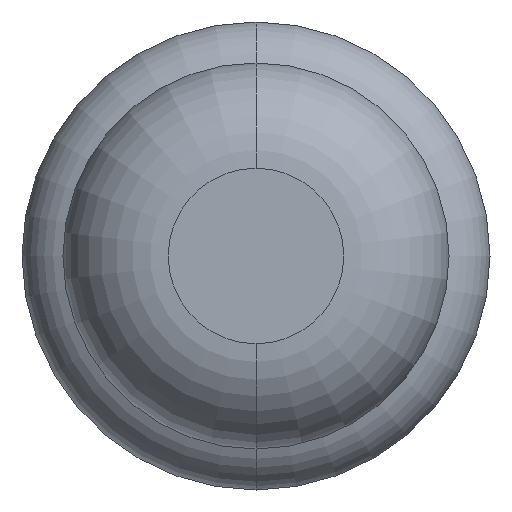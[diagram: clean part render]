
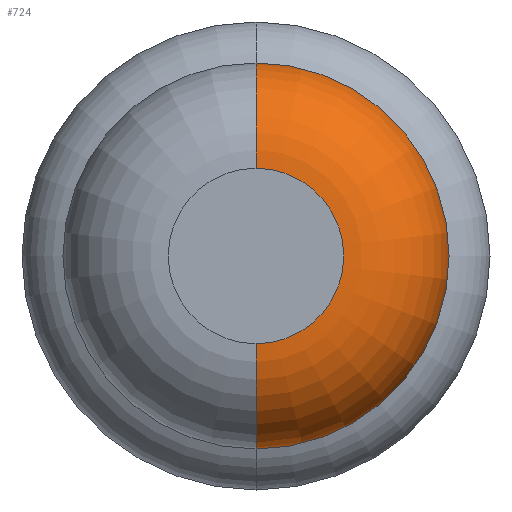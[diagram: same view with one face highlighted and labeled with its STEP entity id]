
A CAD part, front view. The second image highlights one B-rep face of the part: STEP entity #724.
In plain terms, the highlighted toroidal (fillet/blend) face has major radius 0.375 mm and minor radius 0.45 mm.
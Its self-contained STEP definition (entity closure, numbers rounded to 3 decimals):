
#41 = CIRCLE ( 'NONE', #4342, 0.825 ) ;
#213 = AXIS2_PLACEMENT_3D ( 'NONE', #1295, #3392, #2334 ) ;
#380 = CIRCLE ( 'NONE', #213, 0.45 ) ;
#454 = CARTESIAN_POINT ( 'NONE',  ( 0., -29., -0.375 ) ) ;
#567 = EDGE_CURVE ( 'NONE', #2746, #1808, #380, .T. ) ;
#712 = CIRCLE ( 'NONE', #864, 0.45 ) ;
#724 = ADVANCED_FACE ( 'Defeature ausgef�hrt1_8', ( #1545 ), #3071, .T. ) ;
#732 = EDGE_CURVE ( 'Defeature ausgef�hrt1_8+Defeature ausgef�hrt1_7+Defeature ausgef�hrt1_7+Defeature ausgef�hrt1_7', #1246, #2746, #3895, .T. ) ;
#864 = AXIS2_PLACEMENT_3D ( 'NONE', #3007, #2660, #1657 ) ;
#1021 = AXIS2_PLACEMENT_3D ( 'NONE', #1057, #2806, #3512 ) ;
#1057 = CARTESIAN_POINT ( 'NONE',  ( 0., -29., 0. ) ) ;
#1135 = EDGE_CURVE ( 'NONE', #1246, #3893, #712, .T. ) ;
#1204 = EDGE_LOOP ( 'NONE', ( #2133, #1913, #3863, #3706 ) ) ;
#1246 = VERTEX_POINT ( 'NONE', #3899 ) ;
#1295 = CARTESIAN_POINT ( 'NONE',  ( 0., -28.55, -0.375 ) ) ;
#1457 = CARTESIAN_POINT ( 'NONE',  ( 0., -28.55, 0. ) ) ;
#1545 = FACE_OUTER_BOUND ( 'NONE', #1204, .T. ) ;
#1657 = DIRECTION ( 'NONE',  ( 0., 0., 1. ) ) ;
#1786 = DIRECTION ( 'NONE',  ( 0., 0., 1. ) ) ;
#1808 = VERTEX_POINT ( 'NONE', #3326 ) ;
#1913 = ORIENTED_EDGE ( 'NONE', *, *, #567, .T. ) ;
#2133 = ORIENTED_EDGE ( 'NONE', *, *, #732, .T. ) ;
#2178 = DIRECTION ( 'NONE',  ( 0., 1., 0. ) ) ;
#2334 = DIRECTION ( 'NONE',  ( 0., 0., -1. ) ) ;
#2613 = DIRECTION ( 'NONE',  ( 0., 1., 0. ) ) ;
#2660 = DIRECTION ( 'NONE',  ( -1., 0., 0. ) ) ;
#2746 = VERTEX_POINT ( 'NONE', #454 ) ;
#2806 = DIRECTION ( 'NONE',  ( 0., 1., 0. ) ) ;
#2966 = CARTESIAN_POINT ( 'NONE',  ( 0., -28.55, 0.825 ) ) ;
#2975 = DIRECTION ( 'NONE',  ( 0., 0., 1. ) ) ;
#3007 = CARTESIAN_POINT ( 'NONE',  ( 0., -28.55, 0.375 ) ) ;
#3071 = TOROIDAL_SURFACE ( 'NONE', #4155, 0.375, 0.45 ) ;
#3290 = EDGE_CURVE ( 'Defeature ausgef�hrt1_9+Defeature ausgef�hrt1_8+Defeature ausgef�hrt1_8+Defeature ausgef�hrt1_8', #3893, #1808, #41, .T. ) ;
#3326 = CARTESIAN_POINT ( 'NONE',  ( 0., -28.55, -0.825 ) ) ;
#3392 = DIRECTION ( 'NONE',  ( 1., 0., 0. ) ) ;
#3512 = DIRECTION ( 'NONE',  ( 0., 0., 1. ) ) ;
#3706 = ORIENTED_EDGE ( 'NONE', *, *, #1135, .F. ) ;
#3863 = ORIENTED_EDGE ( 'NONE', *, *, #3290, .F. ) ;
#3893 = VERTEX_POINT ( 'NONE', #2966 ) ;
#3895 = CIRCLE ( 'NONE', #1021, 0.375 ) ;
#3899 = CARTESIAN_POINT ( 'NONE',  ( 0., -29., 0.375 ) ) ;
#4056 = CARTESIAN_POINT ( 'NONE',  ( 0., -28.55, 0. ) ) ;
#4155 = AXIS2_PLACEMENT_3D ( 'NONE', #1457, #2178, #1786 ) ;
#4342 = AXIS2_PLACEMENT_3D ( 'NONE', #4056, #2613, #2975 ) ;
